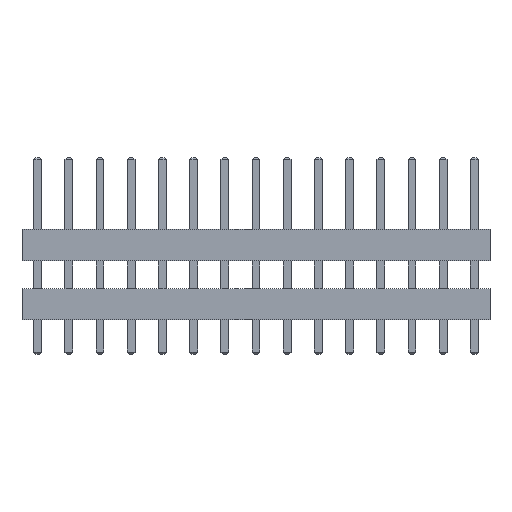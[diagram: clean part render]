
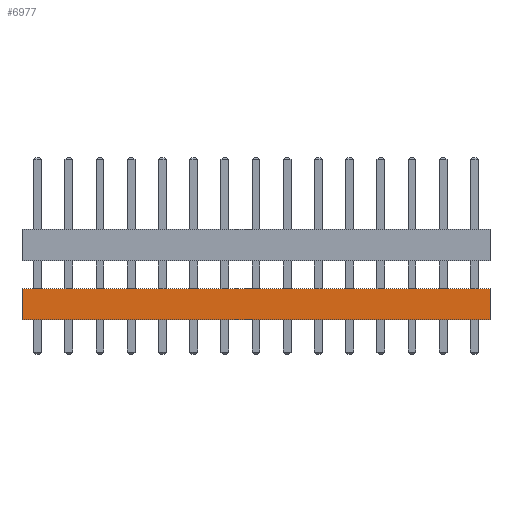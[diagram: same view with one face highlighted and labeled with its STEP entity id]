
A CAD part, top view. The second image highlights one B-rep face of the part: STEP entity #6977.
In plain terms, the highlighted planar face has unit normal (0, 0, 1).
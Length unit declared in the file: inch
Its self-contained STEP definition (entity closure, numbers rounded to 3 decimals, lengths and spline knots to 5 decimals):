
#49=ORIENTED_EDGE('',*,*,#2056,.T.);
#50=ORIENTED_EDGE('',*,*,#2064,.F.);
#51=ORIENTED_EDGE('',*,*,#2065,.F.);
#52=ORIENTED_EDGE('',*,*,#2059,.T.);
#2056=EDGE_CURVE('',#3062,#3064,#3696,.T.);
#2059=EDGE_CURVE('',#3067,#3062,#3699,.T.);
#2064=EDGE_CURVE('',#3071,#3064,#3704,.T.);
#2065=EDGE_CURVE('',#3067,#3071,#3705,.T.);
#3062=VERTEX_POINT('',#9563);
#3064=VERTEX_POINT('',#9567);
#3067=VERTEX_POINT('',#9575);
#3071=VERTEX_POINT('',#9585);
#3696=LINE('',#9568,#4704);
#3699=LINE('',#9574,#4707);
#3704=LINE('',#9584,#4712);
#3705=LINE('',#9586,#4713);
#4704=VECTOR('',#7786,39.37008);
#4707=VECTOR('',#7791,39.37008);
#4712=VECTOR('',#7798,39.37008);
#4713=VECTOR('',#7799,39.37008);
#5711=EDGE_LOOP('',(#49,#50,#51,#52));
#6153=FACE_BOUND('',#5711,.T.);
#6595=PLANE('',#7396);
#6977=ADVANCED_FACE('',(#6153),#6595,.F.);
#7396=AXIS2_PLACEMENT_3D('',#9583,#7796,#7797);
#7786=DIRECTION('',(1.,0.,0.));
#7791=DIRECTION('',(0.,-1.,0.));
#7796=DIRECTION('',(0.,0.,-1.));
#7797=DIRECTION('',(-1.,0.,0.));
#7798=DIRECTION('',(0.,-1.,0.));
#7799=DIRECTION('',(1.,0.,0.));
#9563=CARTESIAN_POINT('',(-0.75,0.,0.05));
#9567=CARTESIAN_POINT('',(0.75,0.,0.05));
#9568=CARTESIAN_POINT('',(-0.75,0.,0.05));
#9574=CARTESIAN_POINT('',(-0.75,0.1,0.05));
#9575=CARTESIAN_POINT('',(-0.75,0.1,0.05));
#9583=CARTESIAN_POINT('',(-0.75,0.1,0.05));
#9584=CARTESIAN_POINT('',(0.75,0.1,0.05));
#9585=CARTESIAN_POINT('',(0.75,0.1,0.05));
#9586=CARTESIAN_POINT('',(-0.75,0.1,0.05));
